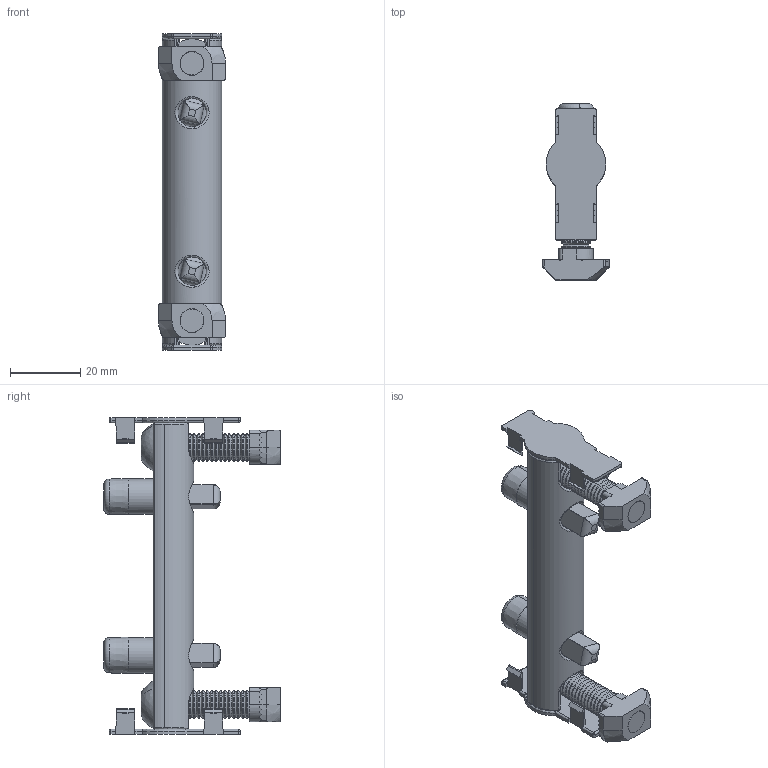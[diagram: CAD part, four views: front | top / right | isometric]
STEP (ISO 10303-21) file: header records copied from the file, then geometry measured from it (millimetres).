
FILE_DESCRIPTION(/* description */ ('KriTec Bolzenverbinder 10 D17x90 inkl. Bef.-Satz'),/* implementation_level */ '2;1');
FILE_NAME(/* name */ '81001_KriTec_Bolzenverbinder_10_D17x90_inkl_Befestigungssatz.stp',/* time_stamp */ '2020-04-15T13:24:41+02:00',/* author */ ('Nell'),/* organization */ (''),/* preprocessor_version */ 'ST-DEVELOPER v17',/* originating_system */ 'Autodesk Inventor 2018',/* authorisation */ '');
FILE_SCHEMA (('AUTOMOTIVE_DESIGN { 1 0 10303 214 3 1 1 }'));
Length unit declared in the file: millimetre
Products named in the file (6): 81001; 81001_Grundkörper; 81001_Fixierbolzen; 81001_Schraubenabdeckung; 81001_Schraube; 81001_Hammermutter
Assembly tree (9 placements, depth 2):
  81001
    81001_Grundkörper
    81001_Fixierbolzen  x2
    81001_Schraubenabdeckung  x2
    81001_Hammermutter  x2
    81001_Schraube  x2
Bounding box: 19 x 50 x 89.8 mm (x, y, z)
Volume: 21125.1 mm3; surface area: 14600.4 mm2
Topology: 9 solids, 9 shells, 970 faces, 2495 edges, 1519 vertices
Faces by surface type: cylinder 319, plane 317, cone 228, bspline 42, sphere 40, torus 24
Entity records: 17620 total; most frequent: CARTESIAN_POINT 4747, DIRECTION 2744, ORIENTED_EDGE 2662, EDGE_CURVE 1331, AXIS2_PLACEMENT_3D 1035, VERTEX_POINT 816, LINE 674, VECTOR 674
